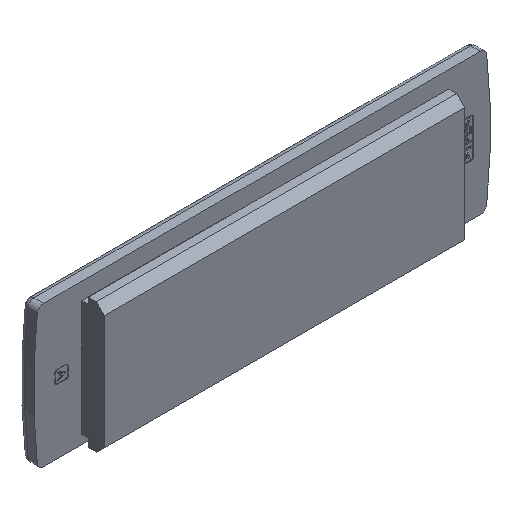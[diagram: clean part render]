
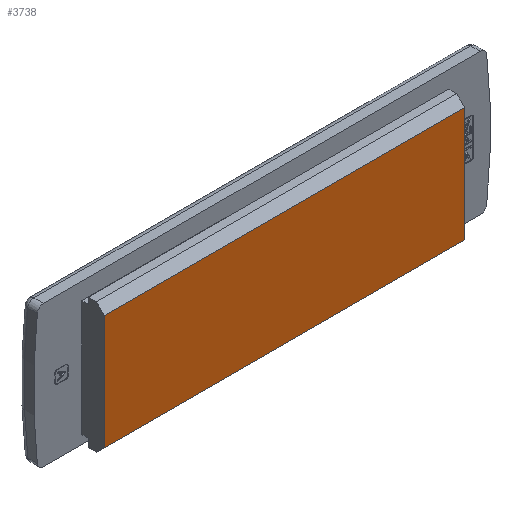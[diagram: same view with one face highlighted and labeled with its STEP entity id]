
A CAD part, isometric view. The second image highlights one B-rep face of the part: STEP entity #3738.
In plain terms, the highlighted planar face has unit normal (0, -1, 0).
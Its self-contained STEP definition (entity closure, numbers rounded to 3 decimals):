
#1008=FACE_OUTER_BOUND('',#5988,.T.);
#3738=ADVANCED_FACE('KES_ECO_T1',(#1008),#4755,.F.);
#4755=PLANE('',#23833);
#5988=EDGE_LOOP('',(#12446,#12447,#12448,#12449));
#7188=LINE('',#46504,#9096);
#7189=LINE('',#46507,#9097);
#7190=LINE('',#46509,#9098);
#7191=LINE('',#46511,#9099);
#9096=VECTOR('',#25158,1.);
#9097=VECTOR('',#25159,1.);
#9098=VECTOR('',#25160,1.);
#9099=VECTOR('',#25161,1.);
#12446=ORIENTED_EDGE('',*,*,#20801,.F.);
#12447=ORIENTED_EDGE('',*,*,#20802,.T.);
#12448=ORIENTED_EDGE('',*,*,#20803,.T.);
#12449=ORIENTED_EDGE('',*,*,#20804,.T.);
#18262=VERTEX_POINT('',#46505);
#18263=VERTEX_POINT('',#46506);
#18264=VERTEX_POINT('',#46508);
#18265=VERTEX_POINT('',#46510);
#20801=EDGE_CURVE('',#18262,#18263,#7188,.T.);
#20802=EDGE_CURVE('',#18262,#18264,#7189,.T.);
#20803=EDGE_CURVE('',#18264,#18265,#7190,.T.);
#20804=EDGE_CURVE('',#18265,#18263,#7191,.T.);
#23833=AXIS2_PLACEMENT_3D('',#46512,#25162,#25163);
#25158=DIRECTION('',(0.,0.,1.));
#25159=DIRECTION('',(1.,0.,0.));
#25160=DIRECTION('',(0.,0.,1.));
#25161=DIRECTION('',(-1.,0.,0.));
#25162=DIRECTION('',(0.,1.,0.));
#25163=DIRECTION('',(0.,0.,-1.));
#46504=CARTESIAN_POINT('',(-56.,0.,-21.987));
#46505=CARTESIAN_POINT('',(-56.,0.,-19.354));
#46506=CARTESIAN_POINT('',(-56.,0.,16.25));
#46507=CARTESIAN_POINT('',(56.,0.,-19.354));
#46508=CARTESIAN_POINT('',(56.,0.,-19.354));
#46509=CARTESIAN_POINT('',(56.,0.,-21.987));
#46510=CARTESIAN_POINT('',(56.,0.,16.25));
#46511=CARTESIAN_POINT('',(-56.,0.,16.25));
#46512=CARTESIAN_POINT('',(-55.75,0.,-17.75));
